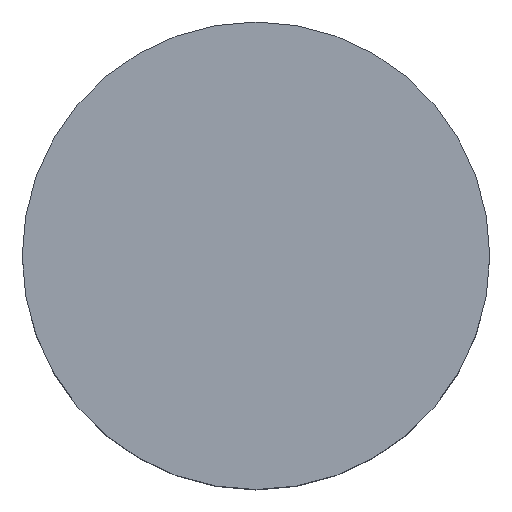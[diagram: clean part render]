
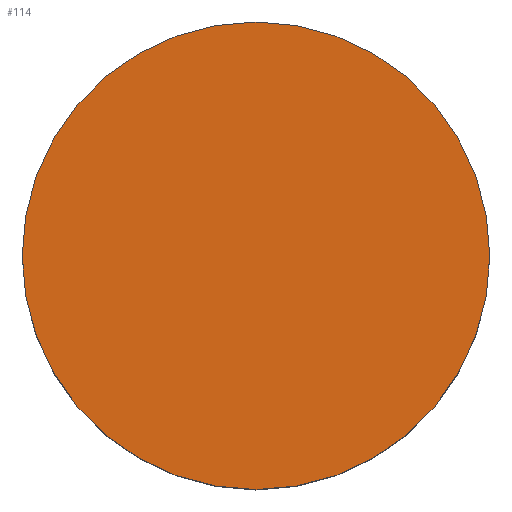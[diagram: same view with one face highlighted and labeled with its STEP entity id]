
A CAD part, top view. The second image highlights one B-rep face of the part: STEP entity #114.
In plain terms, the highlighted planar face has unit normal (0, 0, 1).
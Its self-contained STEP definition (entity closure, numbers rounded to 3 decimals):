
#9 = EDGE_LOOP ( 'NONE', ( #259, #47 ) ) ;
#31 = CARTESIAN_POINT ( 'NONE',  ( -3., 0., 0. ) ) ;
#37 = DIRECTION ( 'NONE',  ( 0., 0., 1. ) ) ;
#40 = VERTEX_POINT ( 'NONE', #31 ) ;
#47 = ORIENTED_EDGE ( 'NONE', *, *, #67, .T. ) ;
#50 = AXIS2_PLACEMENT_3D ( 'NONE', #174, #37, #100 ) ;
#67 = EDGE_CURVE ( 'NONE', #40, #254, #136, .T. ) ;
#68 = DIRECTION ( 'NONE',  ( 1., 0., 0. ) ) ;
#72 = PLANE ( 'NONE',  #50 ) ;
#81 = CARTESIAN_POINT ( 'NONE',  ( 0., 0., 0. ) ) ;
#90 = DIRECTION ( 'NONE',  ( 0., 0., 1. ) ) ;
#92 = CARTESIAN_POINT ( 'NONE',  ( 0., 0., 0. ) ) ;
#100 = DIRECTION ( 'NONE',  ( 1., 0., 0. ) ) ;
#114 = ADVANCED_FACE ( 'NONE', ( #246 ), #72, .T. ) ;
#136 = CIRCLE ( 'NONE', #283, 3. ) ;
#171 = EDGE_CURVE ( 'NONE', #254, #40, #266, .T. ) ;
#174 = CARTESIAN_POINT ( 'NONE',  ( 0., 0., 0. ) ) ;
#180 = DIRECTION ( 'NONE',  ( 0., 0., 1. ) ) ;
#196 = CARTESIAN_POINT ( 'NONE',  ( 3., 0., 0. ) ) ;
#246 = FACE_OUTER_BOUND ( 'NONE', #9, .T. ) ;
#254 = VERTEX_POINT ( 'NONE', #196 ) ;
#259 = ORIENTED_EDGE ( 'NONE', *, *, #171, .T. ) ;
#266 = CIRCLE ( 'NONE', #268, 3. ) ;
#268 = AXIS2_PLACEMENT_3D ( 'NONE', #81, #180, #280 ) ;
#280 = DIRECTION ( 'NONE',  ( 1., 0., 0. ) ) ;
#283 = AXIS2_PLACEMENT_3D ( 'NONE', #92, #90, #68 ) ;
